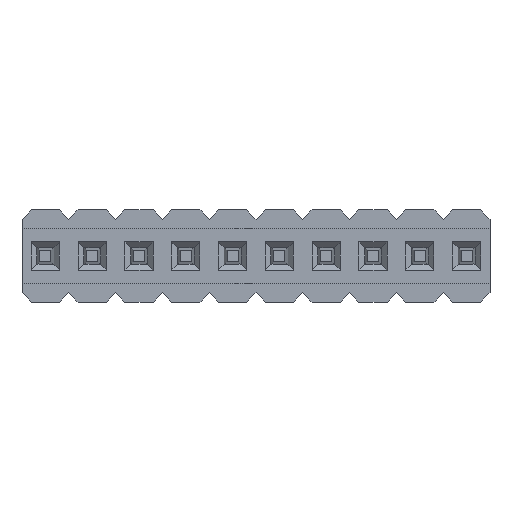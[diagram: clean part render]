
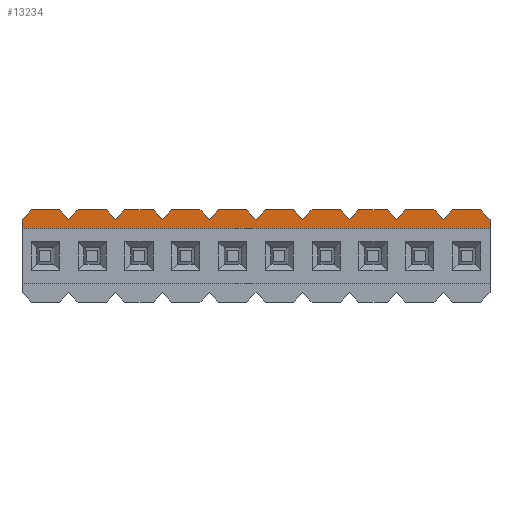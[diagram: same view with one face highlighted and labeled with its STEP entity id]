
A CAD part, front view. The second image highlights one B-rep face of the part: STEP entity #13234.
In plain terms, the highlighted planar face has unit normal (0, -1, 0).
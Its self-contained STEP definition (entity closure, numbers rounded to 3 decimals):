
#9536=CARTESIAN_POINT('',(-0.635,0.,0.75));
#9537=VERTEX_POINT('',#9536);
#9544=CARTESIAN_POINT('',(-0.635,0.,1.));
#9545=VERTEX_POINT('',#9544);
#9546=CARTESIAN_POINT('',(-0.635,0.,0.75));
#9547=DIRECTION('',(0.,0.,1.));
#9548=VECTOR('',#9547,0.25);
#9549=LINE('',#9546,#9548);
#9550=EDGE_CURVE('',#9537,#9545,#9549,.T.);
#9989=CARTESIAN_POINT('',(12.065,0.,1.));
#9990=VERTEX_POINT('',#9989);
#9997=CARTESIAN_POINT('',(12.065,0.,0.75));
#9998=VERTEX_POINT('',#9997);
#9999=CARTESIAN_POINT('',(12.065,0.,1.));
#10000=DIRECTION('',(0.,0.,-1.));
#10001=VECTOR('',#10000,0.25);
#10002=LINE('',#9999,#10001);
#10003=EDGE_CURVE('',#9990,#9998,#10002,.T.);
#12977=CARTESIAN_POINT('',(12.065,0.,0.75));
#12978=DIRECTION('',(-1.,0.,0.));
#12979=VECTOR('',#12978,12.7);
#12980=LINE('',#12977,#12979);
#12981=EDGE_CURVE('',#9998,#9537,#12980,.T.);
#12986=CARTESIAN_POINT('',(-0.635,0.,1.25));
#12987=DIRECTION('',(0.,0.,-1.));
#12988=DIRECTION('',(0.,-1.,0.));
#12989=AXIS2_PLACEMENT_3D('',#12986,#12988,#12987);
#12990=PLANE('',#12989);
#12991=CARTESIAN_POINT('',(10.795,0.,1.));
#12992=VERTEX_POINT('',#12991);
#12993=CARTESIAN_POINT('',(10.545,0.,1.25));
#12994=VERTEX_POINT('',#12993);
#12995=CARTESIAN_POINT('',(10.795,0.,1.));
#12996=DIRECTION('',(-0.707,0.,0.707));
#12997=VECTOR('',#12996,0.354);
#12998=LINE('',#12995,#12997);
#12999=EDGE_CURVE('',#12992,#12994,#12998,.T.);
#13000=ORIENTED_EDGE('',*,*,#12999,.T.);
#13001=CARTESIAN_POINT('',(9.775,0.,1.25));
#13002=VERTEX_POINT('',#13001);
#13003=CARTESIAN_POINT('',(10.545,0.,1.25));
#13004=DIRECTION('',(-1.,0.,0.));
#13005=VECTOR('',#13004,0.77);
#13006=LINE('',#13003,#13005);
#13007=EDGE_CURVE('',#12994,#13002,#13006,.T.);
#13008=ORIENTED_EDGE('',*,*,#13007,.T.);
#13009=CARTESIAN_POINT('',(9.525,0.,1.));
#13010=VERTEX_POINT('',#13009);
#13011=CARTESIAN_POINT('',(9.775,0.,1.25));
#13012=DIRECTION('',(-0.707,0.,-0.707));
#13013=VECTOR('',#13012,0.354);
#13014=LINE('',#13011,#13013);
#13015=EDGE_CURVE('',#13002,#13010,#13014,.T.);
#13016=ORIENTED_EDGE('',*,*,#13015,.T.);
#13017=CARTESIAN_POINT('',(9.275,0.,1.25));
#13018=VERTEX_POINT('',#13017);
#13019=CARTESIAN_POINT('',(9.525,0.,1.));
#13020=DIRECTION('',(-0.707,0.,0.707));
#13021=VECTOR('',#13020,0.354);
#13022=LINE('',#13019,#13021);
#13023=EDGE_CURVE('',#13010,#13018,#13022,.T.);
#13024=ORIENTED_EDGE('',*,*,#13023,.T.);
#13025=CARTESIAN_POINT('',(8.505,0.,1.25));
#13026=VERTEX_POINT('',#13025);
#13027=CARTESIAN_POINT('',(9.275,0.,1.25));
#13028=DIRECTION('',(-1.,0.,0.));
#13029=VECTOR('',#13028,0.77);
#13030=LINE('',#13027,#13029);
#13031=EDGE_CURVE('',#13018,#13026,#13030,.T.);
#13032=ORIENTED_EDGE('',*,*,#13031,.T.);
#13033=CARTESIAN_POINT('',(8.255,0.,1.));
#13034=VERTEX_POINT('',#13033);
#13035=CARTESIAN_POINT('',(8.505,0.,1.25));
#13036=DIRECTION('',(-0.707,0.,-0.707));
#13037=VECTOR('',#13036,0.354);
#13038=LINE('',#13035,#13037);
#13039=EDGE_CURVE('',#13026,#13034,#13038,.T.);
#13040=ORIENTED_EDGE('',*,*,#13039,.T.);
#13041=CARTESIAN_POINT('',(8.005,0.,1.25));
#13042=VERTEX_POINT('',#13041);
#13043=CARTESIAN_POINT('',(8.255,0.,1.));
#13044=DIRECTION('',(-0.707,0.,0.707));
#13045=VECTOR('',#13044,0.354);
#13046=LINE('',#13043,#13045);
#13047=EDGE_CURVE('',#13034,#13042,#13046,.T.);
#13048=ORIENTED_EDGE('',*,*,#13047,.T.);
#13049=CARTESIAN_POINT('',(7.235,0.,1.25));
#13050=VERTEX_POINT('',#13049);
#13051=CARTESIAN_POINT('',(8.005,0.,1.25));
#13052=DIRECTION('',(-1.,0.,0.));
#13053=VECTOR('',#13052,0.77);
#13054=LINE('',#13051,#13053);
#13055=EDGE_CURVE('',#13042,#13050,#13054,.T.);
#13056=ORIENTED_EDGE('',*,*,#13055,.T.);
#13057=CARTESIAN_POINT('',(6.985,0.,1.));
#13058=VERTEX_POINT('',#13057);
#13059=CARTESIAN_POINT('',(7.235,0.,1.25));
#13060=DIRECTION('',(-0.707,0.,-0.707));
#13061=VECTOR('',#13060,0.354);
#13062=LINE('',#13059,#13061);
#13063=EDGE_CURVE('',#13050,#13058,#13062,.T.);
#13064=ORIENTED_EDGE('',*,*,#13063,.T.);
#13065=CARTESIAN_POINT('',(6.735,0.,1.25));
#13066=VERTEX_POINT('',#13065);
#13067=CARTESIAN_POINT('',(6.985,0.,1.));
#13068=DIRECTION('',(-0.707,0.,0.707));
#13069=VECTOR('',#13068,0.354);
#13070=LINE('',#13067,#13069);
#13071=EDGE_CURVE('',#13058,#13066,#13070,.T.);
#13072=ORIENTED_EDGE('',*,*,#13071,.T.);
#13073=CARTESIAN_POINT('',(5.965,0.,1.25));
#13074=VERTEX_POINT('',#13073);
#13075=CARTESIAN_POINT('',(6.735,0.,1.25));
#13076=DIRECTION('',(-1.,0.,0.));
#13077=VECTOR('',#13076,0.77);
#13078=LINE('',#13075,#13077);
#13079=EDGE_CURVE('',#13066,#13074,#13078,.T.);
#13080=ORIENTED_EDGE('',*,*,#13079,.T.);
#13081=CARTESIAN_POINT('',(5.715,0.,1.));
#13082=VERTEX_POINT('',#13081);
#13083=CARTESIAN_POINT('',(5.965,0.,1.25));
#13084=DIRECTION('',(-0.707,0.,-0.707));
#13085=VECTOR('',#13084,0.354);
#13086=LINE('',#13083,#13085);
#13087=EDGE_CURVE('',#13074,#13082,#13086,.T.);
#13088=ORIENTED_EDGE('',*,*,#13087,.T.);
#13089=CARTESIAN_POINT('',(5.465,0.,1.25));
#13090=VERTEX_POINT('',#13089);
#13091=CARTESIAN_POINT('',(5.715,0.,1.));
#13092=DIRECTION('',(-0.707,0.,0.707));
#13093=VECTOR('',#13092,0.354);
#13094=LINE('',#13091,#13093);
#13095=EDGE_CURVE('',#13082,#13090,#13094,.T.);
#13096=ORIENTED_EDGE('',*,*,#13095,.T.);
#13097=CARTESIAN_POINT('',(4.695,0.,1.25));
#13098=VERTEX_POINT('',#13097);
#13099=CARTESIAN_POINT('',(5.465,0.,1.25));
#13100=DIRECTION('',(-1.,0.,0.));
#13101=VECTOR('',#13100,0.77);
#13102=LINE('',#13099,#13101);
#13103=EDGE_CURVE('',#13090,#13098,#13102,.T.);
#13104=ORIENTED_EDGE('',*,*,#13103,.T.);
#13105=CARTESIAN_POINT('',(4.445,0.,1.));
#13106=VERTEX_POINT('',#13105);
#13107=CARTESIAN_POINT('',(4.695,0.,1.25));
#13108=DIRECTION('',(-0.707,0.,-0.707));
#13109=VECTOR('',#13108,0.354);
#13110=LINE('',#13107,#13109);
#13111=EDGE_CURVE('',#13098,#13106,#13110,.T.);
#13112=ORIENTED_EDGE('',*,*,#13111,.T.);
#13113=CARTESIAN_POINT('',(4.195,0.,1.25));
#13114=VERTEX_POINT('',#13113);
#13115=CARTESIAN_POINT('',(4.445,0.,1.));
#13116=DIRECTION('',(-0.707,0.,0.707));
#13117=VECTOR('',#13116,0.354);
#13118=LINE('',#13115,#13117);
#13119=EDGE_CURVE('',#13106,#13114,#13118,.T.);
#13120=ORIENTED_EDGE('',*,*,#13119,.T.);
#13121=CARTESIAN_POINT('',(3.425,0.,1.25));
#13122=VERTEX_POINT('',#13121);
#13123=CARTESIAN_POINT('',(4.195,0.,1.25));
#13124=DIRECTION('',(-1.,0.,0.));
#13125=VECTOR('',#13124,0.77);
#13126=LINE('',#13123,#13125);
#13127=EDGE_CURVE('',#13114,#13122,#13126,.T.);
#13128=ORIENTED_EDGE('',*,*,#13127,.T.);
#13129=CARTESIAN_POINT('',(3.175,0.,1.));
#13130=VERTEX_POINT('',#13129);
#13131=CARTESIAN_POINT('',(3.425,0.,1.25));
#13132=DIRECTION('',(-0.707,0.,-0.707));
#13133=VECTOR('',#13132,0.354);
#13134=LINE('',#13131,#13133);
#13135=EDGE_CURVE('',#13122,#13130,#13134,.T.);
#13136=ORIENTED_EDGE('',*,*,#13135,.T.);
#13137=CARTESIAN_POINT('',(2.925,0.,1.25));
#13138=VERTEX_POINT('',#13137);
#13139=CARTESIAN_POINT('',(3.175,0.,1.));
#13140=DIRECTION('',(-0.707,0.,0.707));
#13141=VECTOR('',#13140,0.354);
#13142=LINE('',#13139,#13141);
#13143=EDGE_CURVE('',#13130,#13138,#13142,.T.);
#13144=ORIENTED_EDGE('',*,*,#13143,.T.);
#13145=CARTESIAN_POINT('',(2.155,0.,1.25));
#13146=VERTEX_POINT('',#13145);
#13147=CARTESIAN_POINT('',(2.925,0.,1.25));
#13148=DIRECTION('',(-1.,0.,0.));
#13149=VECTOR('',#13148,0.77);
#13150=LINE('',#13147,#13149);
#13151=EDGE_CURVE('',#13138,#13146,#13150,.T.);
#13152=ORIENTED_EDGE('',*,*,#13151,.T.);
#13153=CARTESIAN_POINT('',(1.905,0.,1.));
#13154=VERTEX_POINT('',#13153);
#13155=CARTESIAN_POINT('',(2.155,0.,1.25));
#13156=DIRECTION('',(-0.707,0.,-0.707));
#13157=VECTOR('',#13156,0.354);
#13158=LINE('',#13155,#13157);
#13159=EDGE_CURVE('',#13146,#13154,#13158,.T.);
#13160=ORIENTED_EDGE('',*,*,#13159,.T.);
#13161=CARTESIAN_POINT('',(1.655,0.,1.25));
#13162=VERTEX_POINT('',#13161);
#13163=CARTESIAN_POINT('',(1.905,0.,1.));
#13164=DIRECTION('',(-0.707,0.,0.707));
#13165=VECTOR('',#13164,0.354);
#13166=LINE('',#13163,#13165);
#13167=EDGE_CURVE('',#13154,#13162,#13166,.T.);
#13168=ORIENTED_EDGE('',*,*,#13167,.T.);
#13169=CARTESIAN_POINT('',(0.885,0.,1.25));
#13170=VERTEX_POINT('',#13169);
#13171=CARTESIAN_POINT('',(1.655,0.,1.25));
#13172=DIRECTION('',(-1.,0.,0.));
#13173=VECTOR('',#13172,0.77);
#13174=LINE('',#13171,#13173);
#13175=EDGE_CURVE('',#13162,#13170,#13174,.T.);
#13176=ORIENTED_EDGE('',*,*,#13175,.T.);
#13177=CARTESIAN_POINT('',(0.635,0.,1.));
#13178=VERTEX_POINT('',#13177);
#13179=CARTESIAN_POINT('',(0.885,0.,1.25));
#13180=DIRECTION('',(-0.707,0.,-0.707));
#13181=VECTOR('',#13180,0.354);
#13182=LINE('',#13179,#13181);
#13183=EDGE_CURVE('',#13170,#13178,#13182,.T.);
#13184=ORIENTED_EDGE('',*,*,#13183,.T.);
#13185=CARTESIAN_POINT('',(0.385,0.,1.25));
#13186=VERTEX_POINT('',#13185);
#13187=CARTESIAN_POINT('',(0.635,0.,1.));
#13188=DIRECTION('',(-0.707,0.,0.707));
#13189=VECTOR('',#13188,0.354);
#13190=LINE('',#13187,#13189);
#13191=EDGE_CURVE('',#13178,#13186,#13190,.T.);
#13192=ORIENTED_EDGE('',*,*,#13191,.T.);
#13193=CARTESIAN_POINT('',(-0.385,0.,1.25));
#13194=VERTEX_POINT('',#13193);
#13195=CARTESIAN_POINT('',(0.385,0.,1.25));
#13196=DIRECTION('',(-1.,0.,0.));
#13197=VECTOR('',#13196,0.77);
#13198=LINE('',#13195,#13197);
#13199=EDGE_CURVE('',#13186,#13194,#13198,.T.);
#13200=ORIENTED_EDGE('',*,*,#13199,.T.);
#13201=CARTESIAN_POINT('',(-0.385,0.,1.25));
#13202=DIRECTION('',(-0.707,0.,-0.707));
#13203=VECTOR('',#13202,0.354);
#13204=LINE('',#13201,#13203);
#13205=EDGE_CURVE('',#13194,#9545,#13204,.T.);
#13206=ORIENTED_EDGE('',*,*,#13205,.T.);
#13207=ORIENTED_EDGE('',*,*,#9550,.F.);
#13208=ORIENTED_EDGE('',*,*,#12981,.F.);
#13209=ORIENTED_EDGE('',*,*,#10003,.F.);
#13210=CARTESIAN_POINT('',(11.815,0.,1.25));
#13211=VERTEX_POINT('',#13210);
#13212=CARTESIAN_POINT('',(12.065,0.,1.));
#13213=DIRECTION('',(-0.707,0.,0.707));
#13214=VECTOR('',#13213,0.354);
#13215=LINE('',#13212,#13214);
#13216=EDGE_CURVE('',#9990,#13211,#13215,.T.);
#13217=ORIENTED_EDGE('',*,*,#13216,.T.);
#13218=CARTESIAN_POINT('',(11.045,0.,1.25));
#13219=VERTEX_POINT('',#13218);
#13220=CARTESIAN_POINT('',(11.815,0.,1.25));
#13221=DIRECTION('',(-1.,0.,0.));
#13222=VECTOR('',#13221,0.77);
#13223=LINE('',#13220,#13222);
#13224=EDGE_CURVE('',#13211,#13219,#13223,.T.);
#13225=ORIENTED_EDGE('',*,*,#13224,.T.);
#13226=CARTESIAN_POINT('',(11.045,0.,1.25));
#13227=DIRECTION('',(-0.707,0.,-0.707));
#13228=VECTOR('',#13227,0.354);
#13229=LINE('',#13226,#13228);
#13230=EDGE_CURVE('',#13219,#12992,#13229,.T.);
#13231=ORIENTED_EDGE('',*,*,#13230,.T.);
#13232=EDGE_LOOP('',(#13000,#13008,#13016,#13024,#13032,#13040,#13048,#13056,#13064,#13072,#13080,#13088,#13096,#13104,#13112,#13120,#13128,#13136,#13144,#13152,#13160,#13168,#13176,#13184,#13192,#13200,#13206,#13207,#13208,#13209,#13217,#13225,#13231));
#13233=FACE_OUTER_BOUND('',#13232,.T.);
#13234=ADVANCED_FACE('',(#13233),#12990,.T.);
